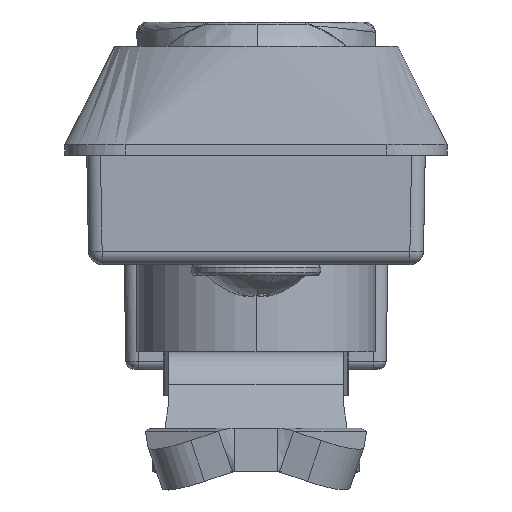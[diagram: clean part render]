
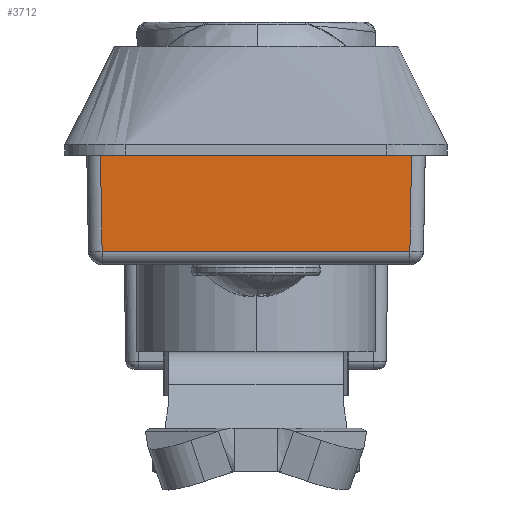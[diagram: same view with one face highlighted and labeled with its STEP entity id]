
A CAD part, left-side view. The second image highlights one B-rep face of the part: STEP entity #3712.
In plain terms, the highlighted planar face has unit normal (-1, 0, -0.018).
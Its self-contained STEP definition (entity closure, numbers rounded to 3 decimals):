
#14 = VERTEX_POINT ( 'NONE', #829 ) ;
#468 = VERTEX_POINT ( 'NONE', #17989 ) ;
#601 = VECTOR ( 'NONE', #5234, 1000. ) ;
#829 = CARTESIAN_POINT ( 'NONE',  ( -52., 14.25, 0. ) ) ;
#1346 = VERTEX_POINT ( 'NONE', #6425 ) ;
#1376 = ORIENTED_EDGE ( 'NONE', *, *, #6915, .T. ) ;
#1594 = DIRECTION ( 'NONE',  ( -0.017, 0., 1. ) ) ;
#1786 = LINE ( 'NONE', #11633, #8418 ) ;
#1857 = CARTESIAN_POINT ( 'NONE',  ( -51.991, -14.241, -0.519 ) ) ;
#3091 = DIRECTION ( 'NONE',  ( -1., 0., -0.017 ) ) ;
#3712 = ADVANCED_FACE ( 'NONE', ( #14524 ), #14636, .T. ) ;
#3739 = CARTESIAN_POINT ( 'NONE',  ( -52., 14.251, 0.021 ) ) ;
#3956 = VERTEX_POINT ( 'NONE', #5962 ) ;
#4264 = LINE ( 'NONE', #14003, #8719 ) ;
#5171 = DIRECTION ( 'NONE',  ( -0.017, -0.017, 1. ) ) ;
#5234 = DIRECTION ( 'NONE',  ( 0.017, -0.017, -1. ) ) ;
#5310 = DIRECTION ( 'NONE',  ( 0., -1., 0. ) ) ;
#5545 = LINE ( 'NONE', #3739, #601 ) ;
#5563 = VECTOR ( 'NONE', #5171, 1000. ) ;
#5962 = CARTESIAN_POINT ( 'NONE',  ( -51.847, -14.097, -8.772 ) ) ;
#6425 = CARTESIAN_POINT ( 'NONE',  ( -51.847, 14.097, -8.772 ) ) ;
#6915 = EDGE_CURVE ( 'NONE', #3956, #468, #12994, .T. ) ;
#7322 = ORIENTED_EDGE ( 'NONE', *, *, #20578, .F. ) ;
#8418 = VECTOR ( 'NONE', #5310, 1000. ) ;
#8719 = VECTOR ( 'NONE', #17007, 1000. ) ;
#11571 = EDGE_CURVE ( 'NONE', #1346, #3956, #1786, .T. ) ;
#11633 = CARTESIAN_POINT ( 'NONE',  ( -51.847, -14.076, -8.772 ) ) ;
#12794 = EDGE_LOOP ( 'NONE', ( #17690, #17411, #1376, #7322 ) ) ;
#12994 = LINE ( 'NONE', #1857, #5563 ) ;
#14003 = CARTESIAN_POINT ( 'NONE',  ( -52., 15.5, 0. ) ) ;
#14524 = FACE_OUTER_BOUND ( 'NONE', #12794, .T. ) ;
#14636 = PLANE ( 'NONE',  #20124 ) ;
#17007 = DIRECTION ( 'NONE',  ( 0., -1., 0. ) ) ;
#17411 = ORIENTED_EDGE ( 'NONE', *, *, #11571, .T. ) ;
#17690 = ORIENTED_EDGE ( 'NONE', *, *, #18958, .T. ) ;
#17989 = CARTESIAN_POINT ( 'NONE',  ( -52., -14.25, 0. ) ) ;
#18958 = EDGE_CURVE ( 'NONE', #14, #1346, #5545, .T. ) ;
#20124 = AXIS2_PLACEMENT_3D ( 'NONE', #20863, #3091, #1594 ) ;
#20578 = EDGE_CURVE ( 'NONE', #14, #468, #4264, .T. ) ;
#20863 = CARTESIAN_POINT ( 'NONE',  ( -52., 15.5, 0. ) ) ;
